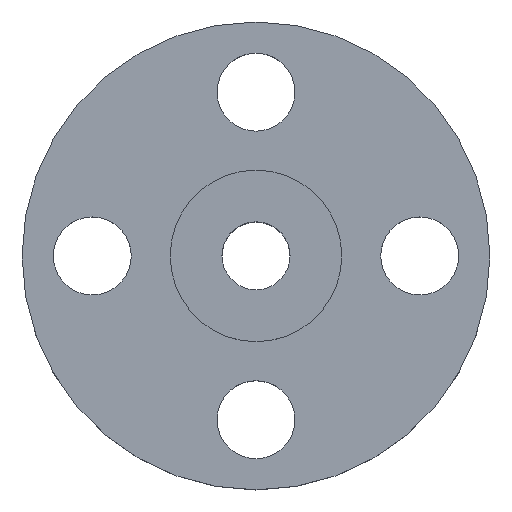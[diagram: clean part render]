
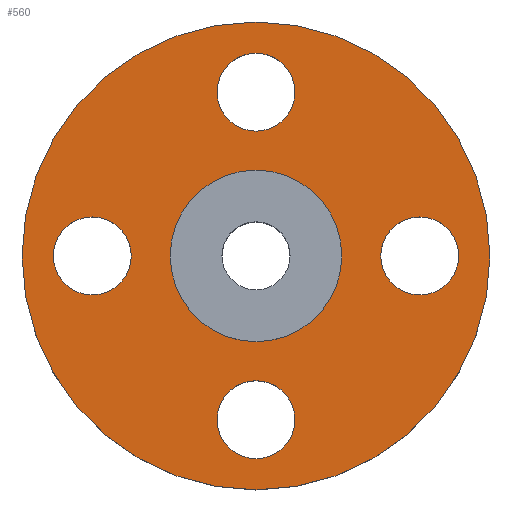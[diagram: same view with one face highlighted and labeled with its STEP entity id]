
A CAD part, top view. The second image highlights one B-rep face of the part: STEP entity #560.
In plain terms, the highlighted planar face has unit normal (0, 0, 1).
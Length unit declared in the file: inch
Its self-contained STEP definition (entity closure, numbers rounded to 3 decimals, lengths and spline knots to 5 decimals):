
#24 = EDGE_CURVE ( 'NONE', #543, #480, #355, .T. ) ;
#28 = DIRECTION ( 'NONE',  ( 0., 0., 1. ) ) ;
#34 = AXIS2_PLACEMENT_3D ( 'NONE', #156, #754, #495 ) ;
#48 = FACE_BOUND ( 'NONE', #581, .T. ) ;
#56 = DIRECTION ( 'NONE',  ( 0., 0., 1. ) ) ;
#60 = AXIS2_PLACEMENT_3D ( 'NONE', #598, #465, #258 ) ;
#71 = ORIENTED_EDGE ( 'NONE', *, *, #24, .F. ) ;
#82 = DIRECTION ( 'NONE',  ( 0., 0., 1. ) ) ;
#119 = DIRECTION ( 'NONE',  ( 0., 1., 0. ) ) ;
#125 = FACE_OUTER_BOUND ( 'NONE', #267, .T. ) ;
#147 = CIRCLE ( 'NONE', #416, 0.3125 ) ;
#151 = DIRECTION ( 'NONE',  ( 1., 0., 0. ) ) ;
#156 = CARTESIAN_POINT ( 'NONE',  ( 0., 1.3125, -0.25 ) ) ;
#157 = CARTESIAN_POINT ( 'NONE',  ( 0.6875, 0., -0.25 ) ) ;
#163 = VERTEX_POINT ( 'NONE', #556 ) ;
#165 = EDGE_CURVE ( 'NONE', #832, #405, #580, .T. ) ;
#184 = FACE_BOUND ( 'NONE', #478, .T. ) ;
#188 = AXIS2_PLACEMENT_3D ( 'NONE', #308, #639, #853 ) ;
#208 = ORIENTED_EDGE ( 'NONE', *, *, #734, .F. ) ;
#223 = ORIENTED_EDGE ( 'NONE', *, *, #245, .F. ) ;
#233 = ORIENTED_EDGE ( 'NONE', *, *, #443, .T. ) ;
#235 = VERTEX_POINT ( 'NONE', #157 ) ;
#245 = EDGE_CURVE ( 'NONE', #163, #676, #147, .T. ) ;
#246 = VERTEX_POINT ( 'NONE', #623 ) ;
#252 = FACE_BOUND ( 'NONE', #262, .T. ) ;
#258 = DIRECTION ( 'NONE',  ( -1., 0., 0. ) ) ;
#262 = EDGE_LOOP ( 'NONE', ( #666, #380 ) ) ;
#267 = EDGE_LOOP ( 'NONE', ( #233, #825 ) ) ;
#289 = CIRCLE ( 'NONE', #843, 1.875 ) ;
#298 = ORIENTED_EDGE ( 'NONE', *, *, #517, .F. ) ;
#299 = AXIS2_PLACEMENT_3D ( 'NONE', #427, #82, #684 ) ;
#308 = CARTESIAN_POINT ( 'NONE',  ( 0., 0., -0.25 ) ) ;
#319 = CARTESIAN_POINT ( 'NONE',  ( -1.875, 0., -0.25 ) ) ;
#320 = DIRECTION ( 'NONE',  ( 0., 0., 1. ) ) ;
#324 = DIRECTION ( 'NONE',  ( 1., 0., 0. ) ) ;
#329 = CIRCLE ( 'NONE', #299, 1.875 ) ;
#330 = ORIENTED_EDGE ( 'NONE', *, *, #544, .F. ) ;
#331 = CARTESIAN_POINT ( 'NONE',  ( -1.3125, 0., -0.25 ) ) ;
#335 = DIRECTION ( 'NONE',  ( 1., 0., 0. ) ) ;
#351 = DIRECTION ( 'NONE',  ( -1., 0., 0. ) ) ;
#354 = DIRECTION ( 'NONE',  ( 0., -1., 0. ) ) ;
#355 = CIRCLE ( 'NONE', #512, 0.3125 ) ;
#375 = EDGE_CURVE ( 'NONE', #235, #497, #564, .T. ) ;
#380 = ORIENTED_EDGE ( 'NONE', *, *, #612, .F. ) ;
#386 = CARTESIAN_POINT ( 'NONE',  ( 1., 0., -0.25 ) ) ;
#405 = VERTEX_POINT ( 'NONE', #386 ) ;
#409 = VERTEX_POINT ( 'NONE', #319 ) ;
#415 = CARTESIAN_POINT ( 'NONE',  ( 1.625, 0., -0.25 ) ) ;
#416 = AXIS2_PLACEMENT_3D ( 'NONE', #742, #687, #354 ) ;
#419 = AXIS2_PLACEMENT_3D ( 'NONE', #538, #799, #351 ) ;
#427 = CARTESIAN_POINT ( 'NONE',  ( 0., 0., -0.25 ) ) ;
#434 = CIRCLE ( 'NONE', #632, 0.6875 ) ;
#443 = EDGE_CURVE ( 'NONE', #246, #409, #289, .T. ) ;
#444 = EDGE_LOOP ( 'NONE', ( #223, #208 ) ) ;
#453 = DIRECTION ( 'NONE',  ( 0., 0., 1. ) ) ;
#460 = AXIS2_PLACEMENT_3D ( 'NONE', #483, #617, #552 ) ;
#465 = DIRECTION ( 'NONE',  ( 0., 0., -1. ) ) ;
#468 = DIRECTION ( 'NONE',  ( 1., 0., 0. ) ) ;
#469 = DIRECTION ( 'NONE',  ( 0., 1., 0. ) ) ;
#477 = AXIS2_PLACEMENT_3D ( 'NONE', #597, #615, #468 ) ;
#478 = EDGE_LOOP ( 'NONE', ( #553, #330 ) ) ;
#480 = VERTEX_POINT ( 'NONE', #744 ) ;
#483 = CARTESIAN_POINT ( 'NONE',  ( 1.3125, 0., -0.25 ) ) ;
#495 = DIRECTION ( 'NONE',  ( 0., -1., 0. ) ) ;
#497 = VERTEX_POINT ( 'NONE', #679 ) ;
#506 = EDGE_CURVE ( 'NONE', #409, #246, #329, .T. ) ;
#508 = EDGE_LOOP ( 'NONE', ( #71, #774 ) ) ;
#512 = AXIS2_PLACEMENT_3D ( 'NONE', #331, #56, #335 ) ;
#517 = EDGE_CURVE ( 'NONE', #497, #235, #434, .T. ) ;
#528 = DIRECTION ( 'NONE',  ( 0., 0., 1. ) ) ;
#534 = CARTESIAN_POINT ( 'NONE',  ( -1., 0., -0.25 ) ) ;
#538 = CARTESIAN_POINT ( 'NONE',  ( 1.3125, 0., -0.25 ) ) ;
#543 = VERTEX_POINT ( 'NONE', #534 ) ;
#544 = EDGE_CURVE ( 'NONE', #624, #834, #595, .T. ) ;
#545 = CARTESIAN_POINT ( 'NONE',  ( -0.3125, -1.3125, -0.25 ) ) ;
#552 = DIRECTION ( 'NONE',  ( -1., 0., 0. ) ) ;
#553 = ORIENTED_EDGE ( 'NONE', *, *, #575, .F. ) ;
#556 = CARTESIAN_POINT ( 'NONE',  ( 0.3125, 1.3125, -0.25 ) ) ;
#560 = ADVANCED_FACE ( 'NONE', ( #844, #252, #184, #646, #48, #125 ), #778, .F. ) ;
#564 = CIRCLE ( 'NONE', #188, 0.6875 ) ;
#575 = EDGE_CURVE ( 'NONE', #834, #624, #818, .T. ) ;
#580 = CIRCLE ( 'NONE', #460, 0.3125 ) ;
#581 = EDGE_LOOP ( 'NONE', ( #831, #298 ) ) ;
#595 = CIRCLE ( 'NONE', #622, 0.3125 ) ;
#597 = CARTESIAN_POINT ( 'NONE',  ( -1.3125, 0., -0.25 ) ) ;
#598 = CARTESIAN_POINT ( 'NONE',  ( 0., 0.6875, -0.25 ) ) ;
#612 = EDGE_CURVE ( 'NONE', #405, #832, #860, .T. ) ;
#615 = DIRECTION ( 'NONE',  ( 0., 0., 1. ) ) ;
#617 = DIRECTION ( 'NONE',  ( 0., 0., 1. ) ) ;
#622 = AXIS2_PLACEMENT_3D ( 'NONE', #723, #320, #469 ) ;
#623 = CARTESIAN_POINT ( 'NONE',  ( 1.875, 0., -0.25 ) ) ;
#624 = VERTEX_POINT ( 'NONE', #545 ) ;
#625 = CARTESIAN_POINT ( 'NONE',  ( 0., 0., -0.25 ) ) ;
#632 = AXIS2_PLACEMENT_3D ( 'NONE', #752, #528, #324 ) ;
#639 = DIRECTION ( 'NONE',  ( 0., 0., 1. ) ) ;
#646 = FACE_BOUND ( 'NONE', #508, .T. ) ;
#666 = ORIENTED_EDGE ( 'NONE', *, *, #165, .F. ) ;
#675 = CARTESIAN_POINT ( 'NONE',  ( 0.3125, -1.3125, -0.25 ) ) ;
#676 = VERTEX_POINT ( 'NONE', #738 ) ;
#679 = CARTESIAN_POINT ( 'NONE',  ( -0.6875, 0., -0.25 ) ) ;
#684 = DIRECTION ( 'NONE',  ( 1., 0., 0. ) ) ;
#687 = DIRECTION ( 'NONE',  ( 0., 0., 1. ) ) ;
#723 = CARTESIAN_POINT ( 'NONE',  ( 0., -1.3125, -0.25 ) ) ;
#734 = EDGE_CURVE ( 'NONE', #676, #163, #820, .T. ) ;
#738 = CARTESIAN_POINT ( 'NONE',  ( -0.3125, 1.3125, -0.25 ) ) ;
#742 = CARTESIAN_POINT ( 'NONE',  ( 0., 1.3125, -0.25 ) ) ;
#744 = CARTESIAN_POINT ( 'NONE',  ( -1.625, 0., -0.25 ) ) ;
#752 = CARTESIAN_POINT ( 'NONE',  ( 0., 0., -0.25 ) ) ;
#754 = DIRECTION ( 'NONE',  ( 0., 0., 1. ) ) ;
#774 = ORIENTED_EDGE ( 'NONE', *, *, #792, .F. ) ;
#778 = PLANE ( 'NONE',  #60 ) ;
#782 = CARTESIAN_POINT ( 'NONE',  ( 0., -1.3125, -0.25 ) ) ;
#789 = AXIS2_PLACEMENT_3D ( 'NONE', #782, #453, #119 ) ;
#792 = EDGE_CURVE ( 'NONE', #480, #543, #804, .T. ) ;
#799 = DIRECTION ( 'NONE',  ( 0., 0., 1. ) ) ;
#804 = CIRCLE ( 'NONE', #477, 0.3125 ) ;
#818 = CIRCLE ( 'NONE', #789, 0.3125 ) ;
#820 = CIRCLE ( 'NONE', #34, 0.3125 ) ;
#825 = ORIENTED_EDGE ( 'NONE', *, *, #506, .T. ) ;
#831 = ORIENTED_EDGE ( 'NONE', *, *, #375, .F. ) ;
#832 = VERTEX_POINT ( 'NONE', #415 ) ;
#834 = VERTEX_POINT ( 'NONE', #675 ) ;
#843 = AXIS2_PLACEMENT_3D ( 'NONE', #625, #28, #151 ) ;
#844 = FACE_BOUND ( 'NONE', #444, .T. ) ;
#853 = DIRECTION ( 'NONE',  ( 1., 0., 0. ) ) ;
#860 = CIRCLE ( 'NONE', #419, 0.3125 ) ;
